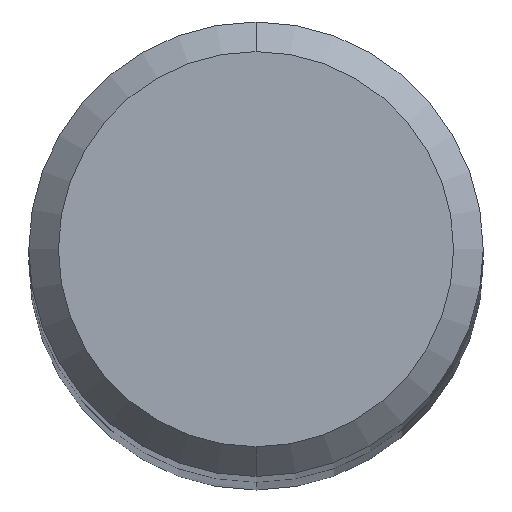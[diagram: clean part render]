
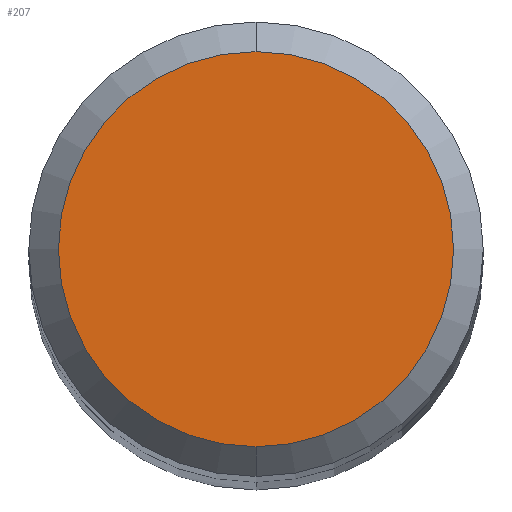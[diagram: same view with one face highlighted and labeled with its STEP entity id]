
A CAD part, top view. The second image highlights one B-rep face of the part: STEP entity #207.
In plain terms, the highlighted planar face has unit normal (0, 0, 1).
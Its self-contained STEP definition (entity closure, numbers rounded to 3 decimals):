
#207=ADVANCED_FACE('',(#469),#470,.T.);
#235=EDGE_CURVE('',#269,#335,#501,.T.);
#243=EDGE_CURVE('',#335,#269,#511,.T.);
#269=VERTEX_POINT('',#541);
#335=VERTEX_POINT('',#612);
#469=FACE_OUTER_BOUND('',#826,.T.);
#470=PLANE('',#827);
#501=CIRCLE('',#897,2.0);
#511=CIRCLE('',#908,2.0);
#541=CARTESIAN_POINT('',(0.0,2.0,31.0));
#612=CARTESIAN_POINT('',(0.,-2.0,31.0));
#826=EDGE_LOOP('',(#1324,#1325));
#827=AXIS2_PLACEMENT_3D('',#1326,#1327,#1328);
#897=AXIS2_PLACEMENT_3D('',#1360,#1361,#1362);
#908=AXIS2_PLACEMENT_3D('',#1378,#1379,#1380);
#1324=ORIENTED_EDGE('',*,*,#235,.F.);
#1325=ORIENTED_EDGE('',*,*,#243,.F.);
#1326=CARTESIAN_POINT('',(0.0,1.0,31.0));
#1327=DIRECTION('',(-0.0,0.0,1.0));
#1328=DIRECTION('',(0.0,-1.0,0.0));
#1360=CARTESIAN_POINT('',(0.0,0.0,31.0));
#1361=DIRECTION('',(0.0,0.0,-1.0));
#1362=DIRECTION('',(0.0,1.0,0.0));
#1378=CARTESIAN_POINT('',(0.0,0.0,31.0));
#1379=DIRECTION('',(0.0,0.0,-1.0));
#1380=DIRECTION('',(0.0,1.0,0.0));
